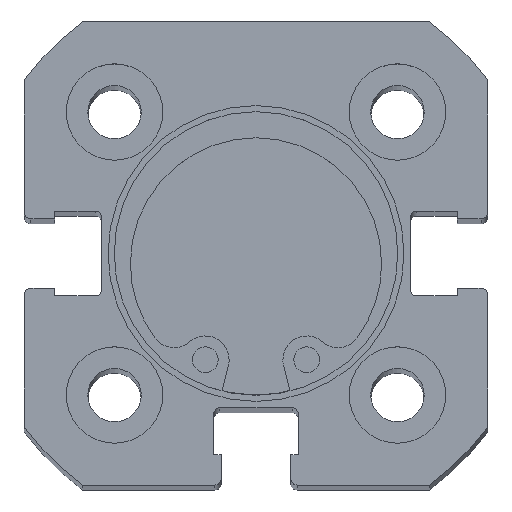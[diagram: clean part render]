
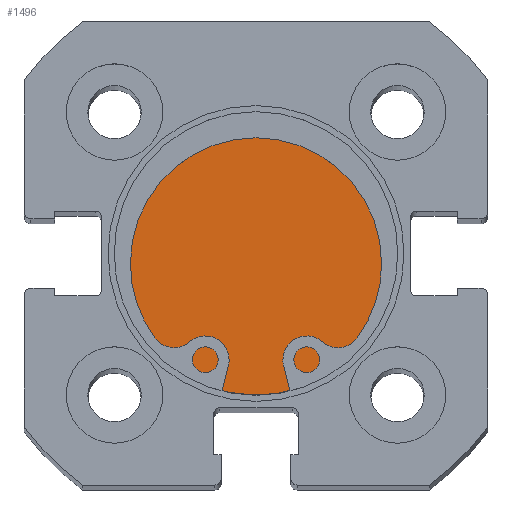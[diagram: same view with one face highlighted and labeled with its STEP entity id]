
A CAD part, top view. The second image highlights one B-rep face of the part: STEP entity #1496.
In plain terms, the highlighted face is planar.
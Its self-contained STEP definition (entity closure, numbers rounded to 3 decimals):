
#293 = FACE_OUTER_BOUND ( 'NONE', #2540, .T. ) ;
#963 = CIRCLE ( 'NONE', #2275, 11. ) ;
#967 = CIRCLE ( 'NONE', #2277, 11. ) ;
#1157 = VERTEX_POINT ( 'NONE', #4523 ) ;
#1158 = VERTEX_POINT ( 'NONE', #4524 ) ;
#1496 = ADVANCED_FACE ( 'NONE', ( #293 ), #5171, .F. ) ;
#2034 = AXIS2_PLACEMENT_3D ( 'NONE', #5170, #5173, #5174 ) ;
#2275 = AXIS2_PLACEMENT_3D ( 'NONE', #4031, #4037, #4038 ) ;
#2277 = AXIS2_PLACEMENT_3D ( 'NONE', #4044, #4045, #4046 ) ;
#2540 = EDGE_LOOP ( 'NONE', ( #5762, #5768 ) ) ;
#4031 = CARTESIAN_POINT ( 'NONE',  ( 6., 0., 0. ) ) ;
#4037 = DIRECTION ( 'NONE',  ( -1., 0., 0. ) ) ;
#4038 = DIRECTION ( 'NONE',  ( 0., 0., 1. ) ) ;
#4044 = CARTESIAN_POINT ( 'NONE',  ( 6., 0., 0. ) ) ;
#4045 = DIRECTION ( 'NONE',  ( -1., 0., 0. ) ) ;
#4046 = DIRECTION ( 'NONE',  ( 0., 0., 1. ) ) ;
#4446 = EDGE_CURVE ( 'NONE', #1158, #1157, #963, .T. ) ;
#4474 = EDGE_CURVE ( 'NONE', #1157, #1158, #967, .T. ) ;
#4523 = CARTESIAN_POINT ( 'NONE',  ( 6., 0., 11. ) ) ;
#4524 = CARTESIAN_POINT ( 'NONE',  ( 6., 0., -11. ) ) ;
#5170 = CARTESIAN_POINT ( 'NONE',  ( 6., 11., 0. ) ) ;
#5171 = PLANE ( 'NONE',  #2034 ) ;
#5173 = DIRECTION ( 'NONE',  ( -1., 0., 0. ) ) ;
#5174 = DIRECTION ( 'NONE',  ( 0., 0., 1. ) ) ;
#5762 = ORIENTED_EDGE ( 'NONE', *, *, #4474, .F. ) ;
#5768 = ORIENTED_EDGE ( 'NONE', *, *, #4446, .F. ) ;
